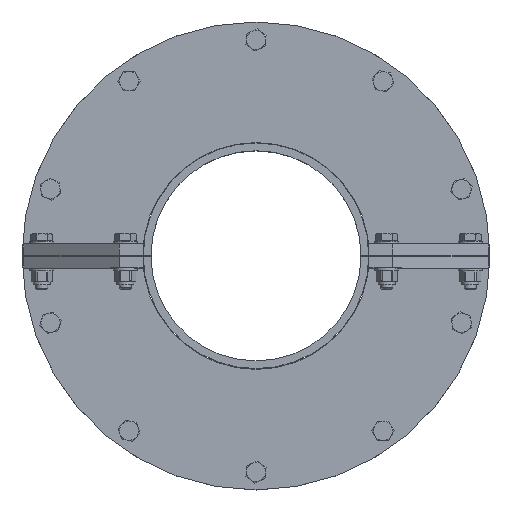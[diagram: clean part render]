
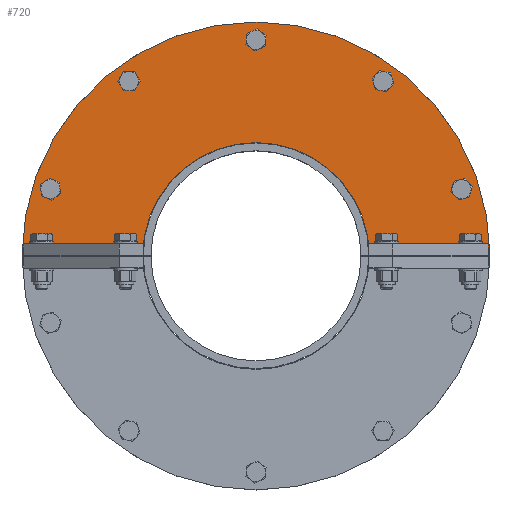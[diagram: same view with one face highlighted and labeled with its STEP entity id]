
A CAD part, top view. The second image highlights one B-rep face of the part: STEP entity #720.
In plain terms, the highlighted planar face has unit normal (0, 0, 1).
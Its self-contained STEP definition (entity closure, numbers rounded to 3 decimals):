
#404=CARTESIAN_POINT('',(196.,0.2,10.0));
#405=VERTEX_POINT('',#404);
#414=CARTESIAN_POINT('',(95.,0.2,10.0));
#415=VERTEX_POINT('',#414);
#416=CARTESIAN_POINT('',(95.,0.2,10.0));
#417=DIRECTION('',(1.0,0.0,0.0));
#418=VECTOR('',#417,101.);
#419=LINE('',#416,#418);
#420=EDGE_CURVE('',#415,#405,#419,.T.);
#446=CARTESIAN_POINT('',(-196.,0.2,10.0));
#447=VERTEX_POINT('',#446);
#462=CARTESIAN_POINT('',(-95.,0.2,10.0));
#463=VERTEX_POINT('',#462);
#470=CARTESIAN_POINT('',(-196.,0.2,10.0));
#471=DIRECTION('',(1.0,0.0,0.0));
#472=VECTOR('',#471,101.);
#473=LINE('',#470,#472);
#474=EDGE_CURVE('',#447,#463,#473,.T.);
#566=CARTESIAN_POINT('',(0.0,0.0,10.0));
#567=DIRECTION('',(0.0,0.0,-1.0));
#568=DIRECTION('',(-1.0,0.0,0.0));
#569=AXIS2_PLACEMENT_3D('',#566,#567,#568);
#570=CIRCLE('',#569,95.0);
#571=EDGE_CURVE('',#463,#415,#570,.T.);
#584=CARTESIAN_POINT('',(5.056,177.326,10.0));
#585=VERTEX_POINT('',#584);
#586=CARTESIAN_POINT('',(0.,181.,10.0));
#587=DIRECTION('',(0.0,0.0,-1.0));
#588=DIRECTION('',(0.809,-0.588,0.0));
#589=AXIS2_PLACEMENT_3D('',#586,#587,#588);
#590=CIRCLE('',#589,6.25);
#591=EDGE_CURVE('',#585,#585,#590,.T.);
#604=CARTESIAN_POINT('',(108.32,140.488,10.0));
#605=VERTEX_POINT('',#604);
#606=CARTESIAN_POINT('',(106.389,146.432,10.0));
#607=DIRECTION('',(0.0,0.0,-1.0));
#608=DIRECTION('',(0.309,-0.951,0.0));
#609=AXIS2_PLACEMENT_3D('',#606,#607,#608);
#610=CIRCLE('',#609,6.25);
#611=EDGE_CURVE('',#605,#605,#610,.T.);
#624=CARTESIAN_POINT('',(170.21,49.988,10.0));
#625=VERTEX_POINT('',#624);
#626=CARTESIAN_POINT('',(172.141,55.932,10.0));
#627=DIRECTION('',(0.0,0.0,-1.0));
#628=DIRECTION('',(-0.309,-0.951,0.0));
#629=AXIS2_PLACEMENT_3D('',#626,#627,#628);
#630=CIRCLE('',#629,6.25);
#631=EDGE_CURVE('',#625,#625,#630,.T.);
#644=CARTESIAN_POINT('',(-167.085,59.606,10.0));
#645=VERTEX_POINT('',#644);
#646=CARTESIAN_POINT('',(-172.141,55.932,10.0));
#647=DIRECTION('',(0.0,0.0,-1.0));
#648=DIRECTION('',(0.809,0.588,0.0));
#649=AXIS2_PLACEMENT_3D('',#646,#647,#648);
#650=CIRCLE('',#649,6.25);
#651=EDGE_CURVE('',#645,#645,#650,.T.);
#664=CARTESIAN_POINT('',(-100.139,146.432,10.0));
#665=VERTEX_POINT('',#664);
#666=CARTESIAN_POINT('',(-106.389,146.432,10.0));
#667=DIRECTION('',(0.0,0.0,-1.0));
#668=DIRECTION('',(1.0,0.0,0.0));
#669=AXIS2_PLACEMENT_3D('',#666,#667,#668);
#670=CIRCLE('',#669,6.25);
#671=EDGE_CURVE('',#665,#665,#670,.T.);
#682=CARTESIAN_POINT('',(0.0,0.0,10.0));
#683=DIRECTION('',(0.0,0.0,-1.0));
#684=DIRECTION('',(-1.0,0.0,0.0));
#685=AXIS2_PLACEMENT_3D('',#682,#683,#684);
#686=CIRCLE('',#685,196.0);
#687=EDGE_CURVE('',#447,#405,#686,.T.);
#694=CARTESIAN_POINT('',(0.0,0.0,10.0));
#695=DIRECTION('',(0.0,0.0,-1.0));
#696=DIRECTION('',(-1.0,0.0,0.0));
#697=AXIS2_PLACEMENT_3D('',#694,#695,#696);
#698=PLANE('',#697);
#699=ORIENTED_EDGE('',*,*,#474,.T.);
#700=ORIENTED_EDGE('',*,*,#571,.T.);
#701=ORIENTED_EDGE('',*,*,#420,.T.);
#702=ORIENTED_EDGE('',*,*,#687,.F.);
#703=EDGE_LOOP('',(#699,#700,#701,#702));
#704=FACE_OUTER_BOUND('',#703,.T.);
#705=ORIENTED_EDGE('',*,*,#591,.T.);
#706=EDGE_LOOP('',(#705));
#707=FACE_BOUND('',#706,.T.);
#708=ORIENTED_EDGE('',*,*,#611,.T.);
#709=EDGE_LOOP('',(#708));
#710=FACE_BOUND('',#709,.T.);
#711=ORIENTED_EDGE('',*,*,#631,.T.);
#712=EDGE_LOOP('',(#711));
#713=FACE_BOUND('',#712,.T.);
#714=ORIENTED_EDGE('',*,*,#651,.T.);
#715=EDGE_LOOP('',(#714));
#716=FACE_BOUND('',#715,.T.);
#717=ORIENTED_EDGE('',*,*,#671,.T.);
#718=EDGE_LOOP('',(#717));
#719=FACE_BOUND('',#718,.T.);
#720=ADVANCED_FACE('',(#704,#707,#710,#713,#716,#719),#698,.F.);
